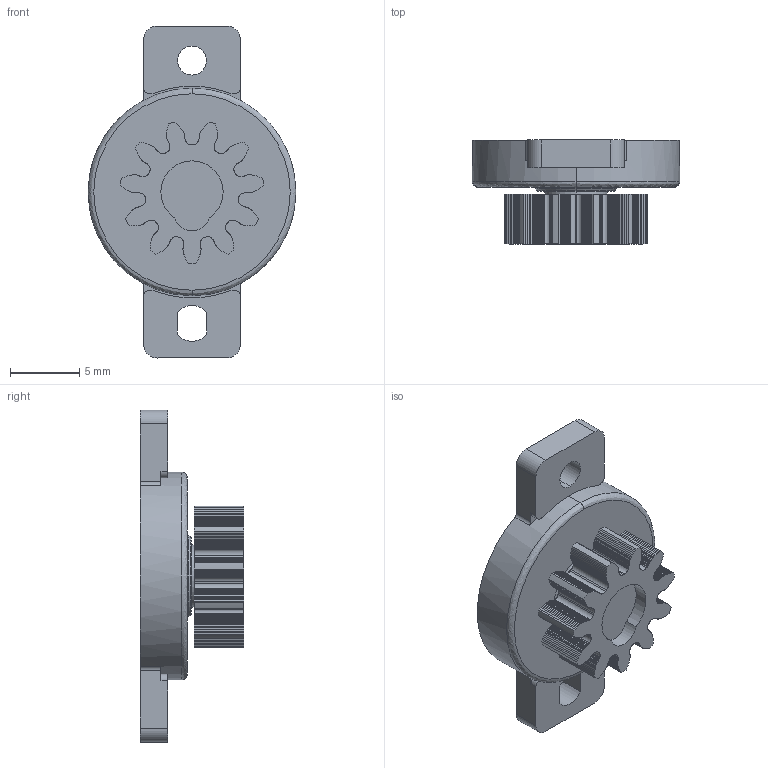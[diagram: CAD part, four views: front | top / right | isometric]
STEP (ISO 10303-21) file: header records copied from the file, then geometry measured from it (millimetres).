
FILE_DESCRIPTION( (''), '2;1');
FILE_NAME ('PC013.88268.TM_381_3_27645.stp','2024-08-28T12:12:09',(''),(''),'spGate 19.8.4 (****-****-****-****)','','');
FILE_SCHEMA (('AUTOMOTIVE_DESIGN'));
Length unit declared in the file: millimetre
Bounding box: 15 x 7.5 x 24 mm (x, y, z)
Volume: 918.6 mm3; surface area: 1001.3 mm2
Topology: 1 solids, 1 shells, 644 faces, 1908 edges, 1270 vertices
Faces by surface type: plane 568, cylinder 68, bspline 8
Entity records: 35999 total; most frequent: CARTESIAN_POINT 3964, ORIENTED_EDGE 3816, DIRECTION 3316, COLOUR_RGB 2553, PRESENTATION_STYLE_ASSIGNMENT 2553, STYLED_ITEM 2553, EDGE_CURVE 1908, DRAUGHTING_PRE_DEFINED_CURVE_FONT 1908
